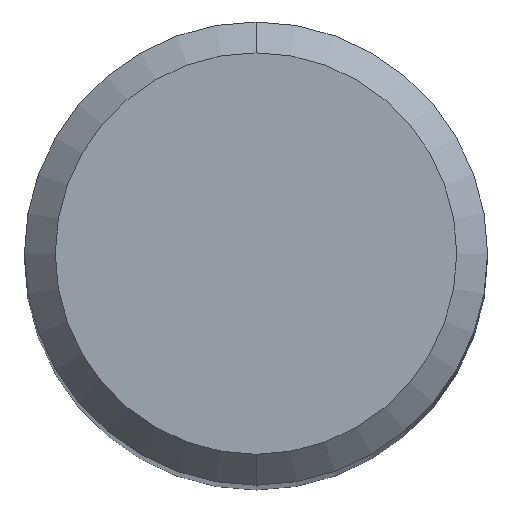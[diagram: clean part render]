
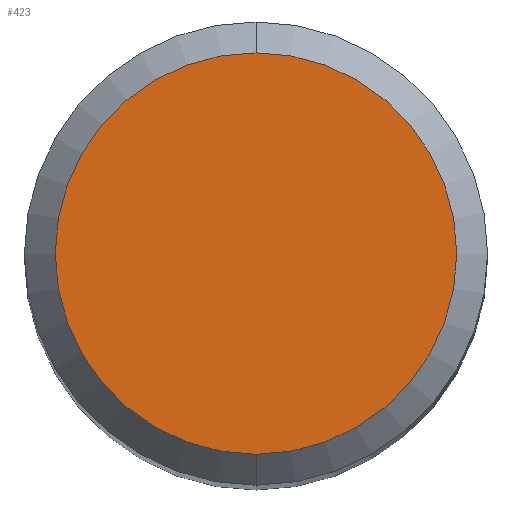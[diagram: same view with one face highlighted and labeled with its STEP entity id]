
A CAD part, top view. The second image highlights one B-rep face of the part: STEP entity #423.
In plain terms, the highlighted planar face has unit normal (0, 0, 1).
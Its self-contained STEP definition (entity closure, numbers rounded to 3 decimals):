
#263=VERTEX_POINT('',#580);
#375=EDGE_CURVE('',#445,#263,#703,.T.);
#393=EDGE_CURVE('',#263,#445,#724,.T.);
#423=ADVANCED_FACE('',(#756),#757,.T.);
#445=VERTEX_POINT('',#781);
#580=CARTESIAN_POINT('',(0.0,2.6,0.0));
#703=CIRCLE('',#1267,2.6);
#724=CIRCLE('',#1306,2.6);
#756=FACE_OUTER_BOUND('',#1361,.T.);
#757=PLANE('',#1362);
#781=CARTESIAN_POINT('',(0.,-2.6,0.0));
#1267=AXIS2_PLACEMENT_3D('',#1707,#1708,#1709);
#1306=AXIS2_PLACEMENT_3D('',#1736,#1737,#1738);
#1361=EDGE_LOOP('',(#1763,#1764));
#1362=AXIS2_PLACEMENT_3D('',#1765,#1766,#1767);
#1707=CARTESIAN_POINT('',(0.0,0.0,0.0));
#1708=DIRECTION('',(0.0,0.0,-1.0));
#1709=DIRECTION('',(0.0,1.0,0.0));
#1736=CARTESIAN_POINT('',(0.0,0.0,0.0));
#1737=DIRECTION('',(0.0,0.0,-1.0));
#1738=DIRECTION('',(0.0,1.0,0.0));
#1763=ORIENTED_EDGE('',*,*,#393,.F.);
#1764=ORIENTED_EDGE('',*,*,#375,.F.);
#1765=CARTESIAN_POINT('',(0.0,1.3,0.0));
#1766=DIRECTION('',(-0.0,0.0,1.0));
#1767=DIRECTION('',(0.0,-1.0,0.0));
